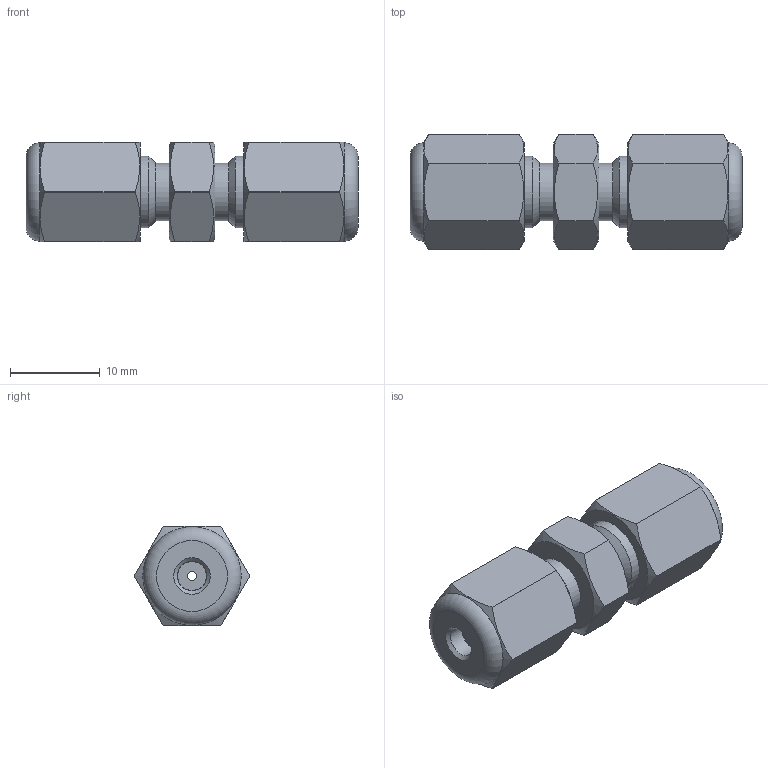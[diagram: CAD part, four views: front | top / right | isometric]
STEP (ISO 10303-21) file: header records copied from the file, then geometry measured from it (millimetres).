
FILE_DESCRIPTION((''),'2;1');
FILE_NAME('305149-EU2 External union.stp','2013-08-26T08:51:30',('Franzp'),(''),'Autodesk Inventor 2013','Autodesk Inventor 2013','');
FILE_SCHEMA(('AUTOMOTIVE_DESIGN { 1 0 10303 214 1 1 1 1 }'));
Length unit declared in the file: millimetre
Products named in the file (1): 305149_Shrinkwrap_1
Bounding box: 36.95 x 12.83 x 11.11 mm (x, y, z)
Surface area: 2069.4 mm2 (no closed solid volume)
Topology: 0 solids, 13 shells, 50 faces, 176 edges, 120 vertices
Faces by surface type: plane 30, cone 12, cylinder 6, torus 2
Full cylindrical faces by diameter (mm): 3.3 x2, 6.44 x2, 7.938 x2
Entity records: 1841 total; most frequent: CARTESIAN_POINT 387, DIRECTION 294, ORIENTED_EDGE 202, EDGE_CURVE 150, AXIS2_PLACEMENT_3D 129, VERTEX_POINT 114, EDGE_LOOP 82, CIRCLE 78
